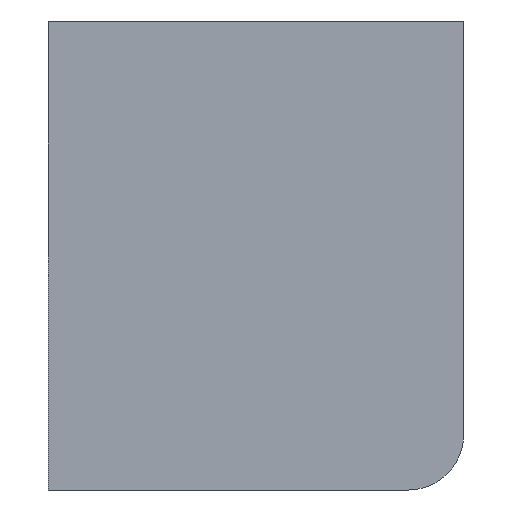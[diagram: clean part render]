
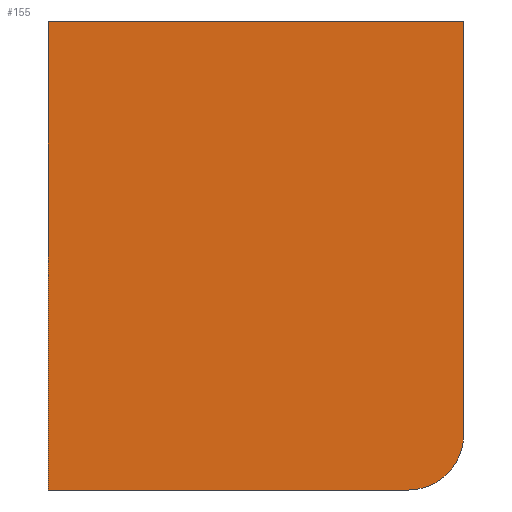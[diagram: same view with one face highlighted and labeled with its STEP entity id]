
A CAD part, front view. The second image highlights one B-rep face of the part: STEP entity #155.
In plain terms, the highlighted planar face has unit normal (0, -1, 0).
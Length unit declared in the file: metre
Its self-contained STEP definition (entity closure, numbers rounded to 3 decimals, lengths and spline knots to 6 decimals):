
#15=CIRCLE('',#178,0.002);
#25=ORIENTED_EDGE('',*,*,#63,.T.);
#26=ORIENTED_EDGE('',*,*,#64,.T.);
#27=ORIENTED_EDGE('',*,*,#65,.F.);
#28=ORIENTED_EDGE('',*,*,#66,.F.);
#29=ORIENTED_EDGE('',*,*,#60,.T.);
#60=EDGE_CURVE('',#80,#79,#93,.T.);
#63=EDGE_CURVE('',#79,#82,#96,.T.);
#64=EDGE_CURVE('',#82,#83,#15,.F.);
#65=EDGE_CURVE('',#84,#83,#97,.T.);
#66=EDGE_CURVE('',#80,#84,#98,.T.);
#79=VERTEX_POINT('',#240);
#80=VERTEX_POINT('',#242);
#82=VERTEX_POINT('',#248);
#83=VERTEX_POINT('',#250);
#84=VERTEX_POINT('',#252);
#93=LINE('',#241,#106);
#96=LINE('',#247,#109);
#97=LINE('',#251,#110);
#98=LINE('',#253,#111);
#106=VECTOR('',#196,1.);
#109=VECTOR('',#201,1.);
#110=VECTOR('',#204,1.);
#111=VECTOR('',#205,1.);
#119=EDGE_LOOP('',(#25,#26,#27,#28,#29));
#134=FACE_BOUND('',#119,.T.);
#149=PLANE('',#177);
#155=ADVANCED_FACE('',(#134),#149,.F.);
#177=AXIS2_PLACEMENT_3D('',#246,#199,#200);
#178=AXIS2_PLACEMENT_3D('',#249,#202,#203);
#196=DIRECTION('',(0.,0.,-1.));
#199=DIRECTION('',(0.,1.,0.));
#200=DIRECTION('',(-1.,0.,0.));
#201=DIRECTION('',(1.,0.,0.));
#202=DIRECTION('',(0.,1.,0.));
#203=DIRECTION('',(-1.,0.,0.));
#204=DIRECTION('',(0.,0.,-1.));
#205=DIRECTION('',(1.,0.,0.));
#240=CARTESIAN_POINT('',(0.189543,-0.070134,0.));
#241=CARTESIAN_POINT('',(0.189543,-0.070134,0.0169));
#242=CARTESIAN_POINT('',(0.189543,-0.070134,0.0169));
#246=CARTESIAN_POINT('',(0.189543,-0.070134,0.0169));
#247=CARTESIAN_POINT('',(0.189543,-0.070134,0.));
#248=CARTESIAN_POINT('',(0.202543,-0.070134,0.));
#249=CARTESIAN_POINT('',(0.202543,-0.070134,0.002));
#250=CARTESIAN_POINT('',(0.204543,-0.070134,0.002));
#251=CARTESIAN_POINT('',(0.204543,-0.070134,0.0169));
#252=CARTESIAN_POINT('',(0.204543,-0.070134,0.0169));
#253=CARTESIAN_POINT('',(0.189543,-0.070134,0.0169));
